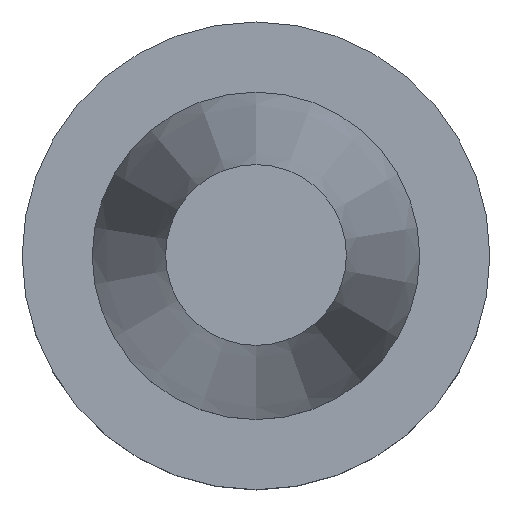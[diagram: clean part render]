
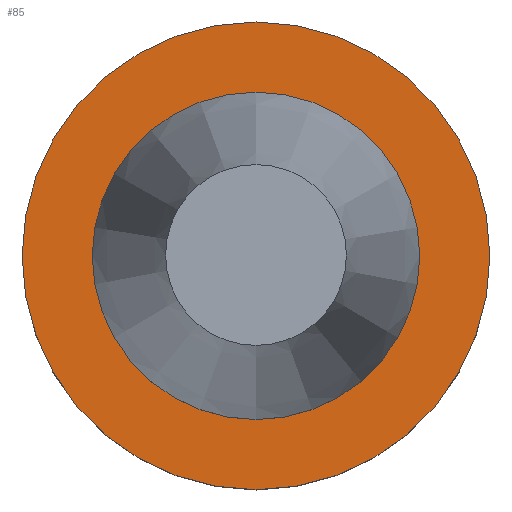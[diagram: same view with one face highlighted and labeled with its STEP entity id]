
A CAD part, top view. The second image highlights one B-rep face of the part: STEP entity #85.
In plain terms, the highlighted planar face has unit normal (0, 0, 1).
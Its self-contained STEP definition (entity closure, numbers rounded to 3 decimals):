
#85=ADVANCED_FACE('Unnamed[1]',(#193,#194),#195,.T.);
#123=EDGE_CURVE('Unnamed[1]',#253,#253,#254,.T.);
#125=EDGE_CURVE('Unnamed[1]',#256,#256,#257,.T.);
#193=FACE_OUTER_BOUND('',#330,.T.);
#194=FACE_BOUND('',#331,.T.);
#195=PLANE('',#332);
#253=VERTEX_POINT('',#404);
#254=CIRCLE('',#405,31.75);
#256=VERTEX_POINT('',#408);
#257=CIRCLE('',#409,22.225);
#330=EDGE_LOOP('',(#470));
#331=EDGE_LOOP('',(#471));
#332=AXIS2_PLACEMENT_3D('',#472,#473,#474);
#404=CARTESIAN_POINT('',(0.,31.75,-1.));
#405=AXIS2_PLACEMENT_3D('',#536,#537,#538);
#408=CARTESIAN_POINT('',(0.,22.225,-1.));
#409=AXIS2_PLACEMENT_3D('',#539,#540,#541);
#470=ORIENTED_EDGE('',*,*,#123,.F.);
#471=ORIENTED_EDGE('',*,*,#125,.T.);
#472=CARTESIAN_POINT('',(0.,26.988,-1.));
#473=DIRECTION('',(0.,0.,1.0));
#474=DIRECTION('',(0.,-1.0,0.));
#536=CARTESIAN_POINT('',(0.,0.,-1.0));
#537=DIRECTION('',(0.,0.,-1.0));
#538=DIRECTION('',(0.,1.0,0.));
#539=CARTESIAN_POINT('',(0.,0.,-1.0));
#540=DIRECTION('',(0.,0.,-1.0));
#541=DIRECTION('',(0.,1.0,0.));
